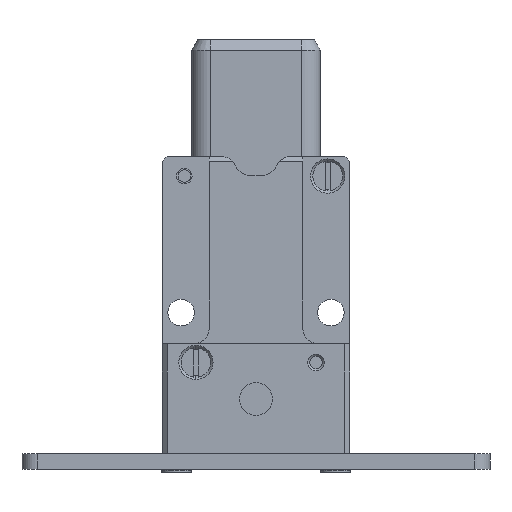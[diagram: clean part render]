
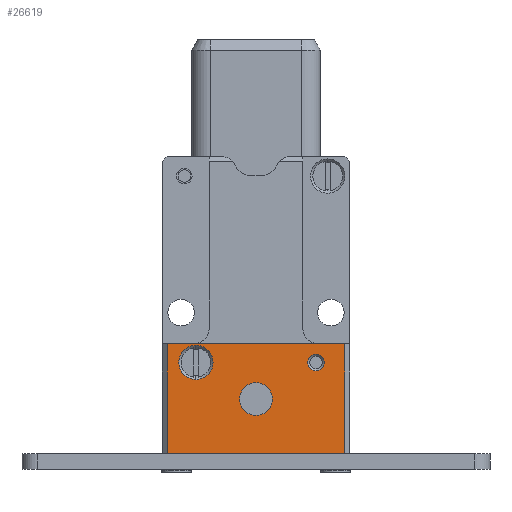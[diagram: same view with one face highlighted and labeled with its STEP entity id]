
A CAD part, front view. The second image highlights one B-rep face of the part: STEP entity #26619.
In plain terms, the highlighted face is planar.
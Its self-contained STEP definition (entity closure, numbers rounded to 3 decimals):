
#701 = EDGE_LOOP ( 'NONE', ( #19859, #27515 ) ) ;
#1803 = CARTESIAN_POINT ( 'NONE',  ( -7.425, -3.85, 3.5 ) ) ;
#2216 = VERTEX_POINT ( 'NONE', #11374 ) ;
#2471 = DIRECTION ( 'NONE',  ( 1., 0., 0. ) ) ;
#2889 = FACE_BOUND ( 'NONE', #36880, .T. ) ;
#3108 = CARTESIAN_POINT ( 'NONE',  ( 0., 0., 3.5 ) ) ;
#3265 = ORIENTED_EDGE ( 'NONE', *, *, #17076, .F. ) ;
#3500 = DIRECTION ( 'NONE',  ( 0., 0., -1. ) ) ;
#3645 = VERTEX_POINT ( 'NONE', #13121 ) ;
#4760 = CARTESIAN_POINT ( 'NONE',  ( -13.275, -5.7, 3.5 ) ) ;
#4918 = DIRECTION ( 'NONE',  ( 0., 0., 1. ) ) ;
#5221 = ORIENTED_EDGE ( 'NONE', *, *, #21494, .F. ) ;
#6086 = LINE ( 'NONE', #12290, #31503 ) ;
#6342 = CARTESIAN_POINT ( 'NONE',  ( -13.275, -6., 3.5 ) ) ;
#6432 = FACE_OUTER_BOUND ( 'NONE', #7326, .T. ) ;
#6705 = DIRECTION ( 'NONE',  ( 0., 0., -1. ) ) ;
#7326 = EDGE_LOOP ( 'NONE', ( #41527, #3265, #40387, #19904 ) ) ;
#9733 = DIRECTION ( 'NONE',  ( 0., 0., 1. ) ) ;
#10344 = VERTEX_POINT ( 'NONE', #32247 ) ;
#11333 = VERTEX_POINT ( 'NONE', #42100 ) ;
#11374 = CARTESIAN_POINT ( 'NONE',  ( -6.225, 5.7, 3.5 ) ) ;
#11418 = AXIS2_PLACEMENT_3D ( 'NONE', #1803, #4918, #2471 ) ;
#12064 = CIRCLE ( 'NONE', #11418, 0.525 ) ;
#12290 = CARTESIAN_POINT ( 'NONE',  ( -6.225, 3., 3.5 ) ) ;
#12436 = CIRCLE ( 'NONE', #42099, 1.1 ) ;
#12886 = DIRECTION ( 'NONE',  ( -1., 0., 0. ) ) ;
#13075 = FACE_BOUND ( 'NONE', #17819, .T. ) ;
#13121 = CARTESIAN_POINT ( 'NONE',  ( -8.525, 3.85, 3.5 ) ) ;
#13295 = CARTESIAN_POINT ( 'NONE',  ( 0., -5.7, 3.5 ) ) ;
#13867 = EDGE_CURVE ( 'NONE', #2216, #10344, #40499, .T. ) ;
#13879 = CIRCLE ( 'NONE', #20240, 0.525 ) ;
#14260 = VECTOR ( 'NONE', #40481, 1000. ) ;
#14288 = CARTESIAN_POINT ( 'NONE',  ( -6.325, 3.85, 3.5 ) ) ;
#15023 = LINE ( 'NONE', #6342, #27232 ) ;
#16762 = EDGE_CURVE ( 'NONE', #10344, #21379, #15023, .T. ) ;
#16957 = DIRECTION ( 'NONE',  ( 1., 0., 0. ) ) ;
#17076 = EDGE_CURVE ( 'NONE', #2216, #40285, #6086, .T. ) ;
#17632 = ORIENTED_EDGE ( 'NONE', *, *, #29864, .F. ) ;
#17819 = EDGE_LOOP ( 'NONE', ( #5221, #26606 ) ) ;
#18410 = VERTEX_POINT ( 'NONE', #30942 ) ;
#19829 = DIRECTION ( 'NONE',  ( 0., -1., 0. ) ) ;
#19859 = ORIENTED_EDGE ( 'NONE', *, *, #31729, .T. ) ;
#19904 = ORIENTED_EDGE ( 'NONE', *, *, #16762, .T. ) ;
#19916 = PLANE ( 'NONE',  #32456 ) ;
#20240 = AXIS2_PLACEMENT_3D ( 'NONE', #33315, #29982, #33530 ) ;
#20242 = AXIS2_PLACEMENT_3D ( 'NONE', #42342, #39448, #36147 ) ;
#20484 = VECTOR ( 'NONE', #12886, 1000. ) ;
#21379 = VERTEX_POINT ( 'NONE', #4760 ) ;
#21494 = EDGE_CURVE ( 'NONE', #11333, #34649, #13879, .T. ) ;
#22009 = CARTESIAN_POINT ( 'NONE',  ( -6.225, -5.7, 3.5 ) ) ;
#23219 = FACE_BOUND ( 'NONE', #701, .T. ) ;
#23599 = CARTESIAN_POINT ( 'NONE',  ( -9.775, 0., 3.5 ) ) ;
#23830 = DIRECTION ( 'NONE',  ( 0., 0., 1. ) ) ;
#26606 = ORIENTED_EDGE ( 'NONE', *, *, #28296, .F. ) ;
#26619 = ADVANCED_FACE ( 'NONE', ( #2889, #13075, #23219, #6432 ), #19916, .F. ) ;
#26632 = EDGE_CURVE ( 'NONE', #18410, #34788, #32498, .T. ) ;
#27024 = DIRECTION ( 'NONE',  ( -1., 0., 0. ) ) ;
#27232 = VECTOR ( 'NONE', #19829, 1000. ) ;
#27515 = ORIENTED_EDGE ( 'NONE', *, *, #42151, .T. ) ;
#27597 = DIRECTION ( 'NONE',  ( 1., 0., 0. ) ) ;
#28296 = EDGE_CURVE ( 'NONE', #34649, #11333, #12064, .T. ) ;
#28455 = CIRCLE ( 'NONE', #32751, 1.05 ) ;
#29721 = DIRECTION ( 'NONE',  ( 0., -1., 0. ) ) ;
#29864 = EDGE_CURVE ( 'NONE', #34788, #18410, #28455, .T. ) ;
#29982 = DIRECTION ( 'NONE',  ( 0., 0., 1. ) ) ;
#30913 = CARTESIAN_POINT ( 'NONE',  ( -9.775, 0., 3.5 ) ) ;
#30942 = CARTESIAN_POINT ( 'NONE',  ( -8.725, 0., 3.5 ) ) ;
#31503 = VECTOR ( 'NONE', #29721, 1000. ) ;
#31729 = EDGE_CURVE ( 'NONE', #39516, #3645, #12436, .T. ) ;
#32247 = CARTESIAN_POINT ( 'NONE',  ( -13.275, 5.7, 3.5 ) ) ;
#32456 = AXIS2_PLACEMENT_3D ( 'NONE', #3108, #3500, #33793 ) ;
#32498 = CIRCLE ( 'NONE', #33189, 1.05 ) ;
#32751 = AXIS2_PLACEMENT_3D ( 'NONE', #30913, #23830, #27597 ) ;
#32985 = LINE ( 'NONE', #13295, #14260 ) ;
#33189 = AXIS2_PLACEMENT_3D ( 'NONE', #23599, #9733, #16957 ) ;
#33315 = CARTESIAN_POINT ( 'NONE',  ( -7.425, -3.85, 3.5 ) ) ;
#33530 = DIRECTION ( 'NONE',  ( 1., 0., 0. ) ) ;
#33793 = DIRECTION ( 'NONE',  ( -1., 0., 0. ) ) ;
#34121 = CARTESIAN_POINT ( 'NONE',  ( -7.425, 3.85, 3.5 ) ) ;
#34365 = CIRCLE ( 'NONE', #20242, 1.1 ) ;
#34451 = CARTESIAN_POINT ( 'NONE',  ( -10.825, 0., 3.5 ) ) ;
#34649 = VERTEX_POINT ( 'NONE', #36881 ) ;
#34788 = VERTEX_POINT ( 'NONE', #34451 ) ;
#36147 = DIRECTION ( 'NONE',  ( -1., 0., 0. ) ) ;
#36880 = EDGE_LOOP ( 'NONE', ( #43558, #17632 ) ) ;
#36881 = CARTESIAN_POINT ( 'NONE',  ( -7.95, -3.85, 3.5 ) ) ;
#37198 = EDGE_CURVE ( 'NONE', #21379, #40285, #32985, .T. ) ;
#39448 = DIRECTION ( 'NONE',  ( 0., 0., -1. ) ) ;
#39516 = VERTEX_POINT ( 'NONE', #14288 ) ;
#40285 = VERTEX_POINT ( 'NONE', #22009 ) ;
#40387 = ORIENTED_EDGE ( 'NONE', *, *, #13867, .T. ) ;
#40481 = DIRECTION ( 'NONE',  ( 1., 0., 0. ) ) ;
#40499 = LINE ( 'NONE', #43190, #20484 ) ;
#41527 = ORIENTED_EDGE ( 'NONE', *, *, #37198, .T. ) ;
#42099 = AXIS2_PLACEMENT_3D ( 'NONE', #34121, #6705, #27024 ) ;
#42100 = CARTESIAN_POINT ( 'NONE',  ( -6.9, -3.85, 3.5 ) ) ;
#42151 = EDGE_CURVE ( 'NONE', #3645, #39516, #34365, .T. ) ;
#42342 = CARTESIAN_POINT ( 'NONE',  ( -7.425, 3.85, 3.5 ) ) ;
#43190 = CARTESIAN_POINT ( 'NONE',  ( 0., 5.7, 3.5 ) ) ;
#43558 = ORIENTED_EDGE ( 'NONE', *, *, #26632, .F. ) ;
